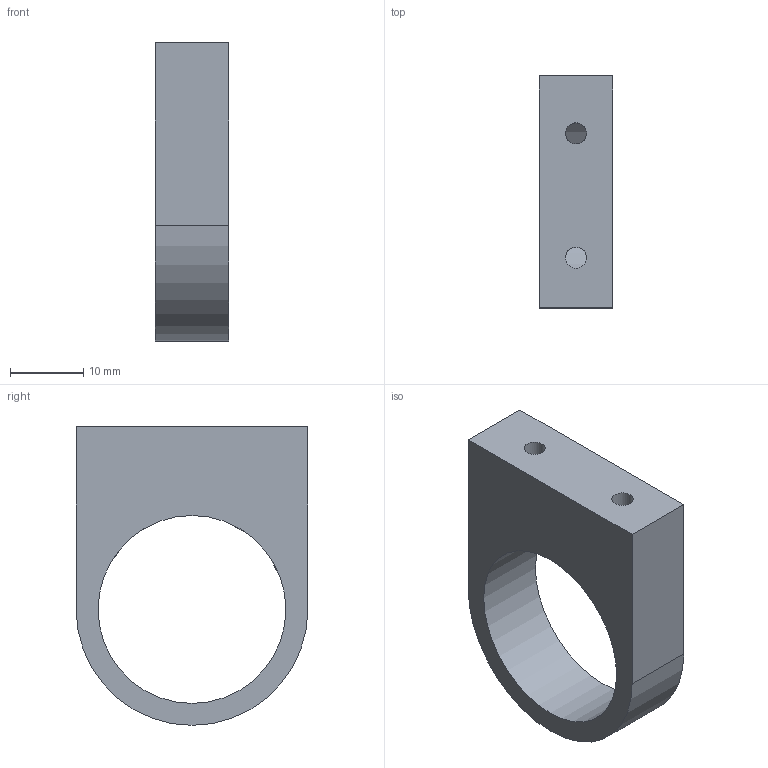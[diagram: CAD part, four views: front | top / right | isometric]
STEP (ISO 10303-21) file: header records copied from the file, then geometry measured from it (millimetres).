
FILE_DESCRIPTION(/* description */ (''),/* implementation_level */ '2;1');
FILE_NAME(/* name */ 'BACKMOUNT v2.step',/* time_stamp */ '2024-01-10T18:55:51+08:00',/* author */ (''),/* organization */ (''),/* preprocessor_version */ 'ST-DEVELOPER v20',/* originating_system */ 'Autodesk Translation Framework v12.14.0.127',/* authorisation */ '');
FILE_SCHEMA (('AUTOMOTIVE_DESIGN { 1 0 10303 214 3 1 1 }'));
Length unit declared in the file: millimetre
Products named in the file (1): BACKMOUNT
Bounding box: 10 x 31.7 x 40.85 mm (x, y, z)
Volume: 6479.8 mm3; surface area: 3710.2 mm2
Topology: 1 solids, 1 shells, 9 faces, 23 edges, 16 vertices
Faces by surface type: plane 5, cylinder 4
Full cylindrical faces by diameter (mm): 2.9 x2, 25.7 x1
Entity records: 392 total; most frequent: CARTESIAN_POINT 125, ORIENTED_EDGE 46, DIRECTION 45, EDGE_CURVE 23, VERTEX_POINT 16, AXIS2_PLACEMENT_3D 16, EDGE_LOOP 15, LINE 13
